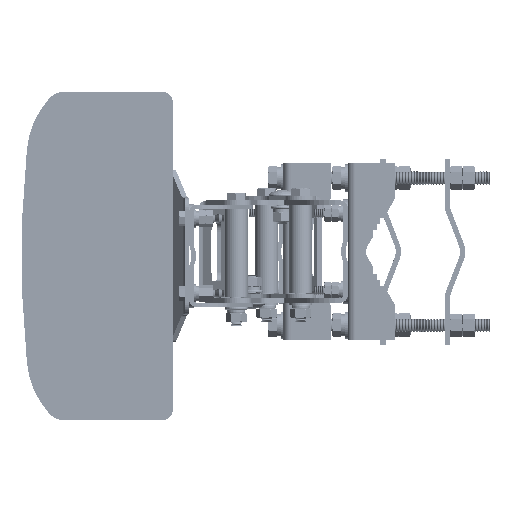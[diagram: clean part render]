
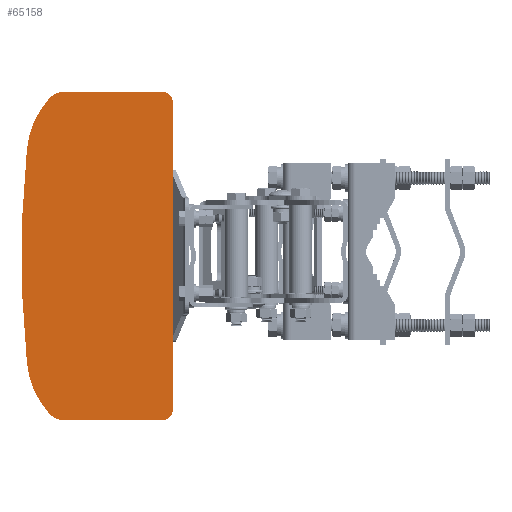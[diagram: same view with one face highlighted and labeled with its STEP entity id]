
A CAD part, left-side view. The second image highlights one B-rep face of the part: STEP entity #65158.
In plain terms, the highlighted planar face has unit normal (-1, 0, 0).
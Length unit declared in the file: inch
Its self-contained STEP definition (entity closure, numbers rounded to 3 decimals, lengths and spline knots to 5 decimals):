
#201 = EDGE_CURVE ( 'NONE', #8882, #59751, #65497, .T. ) ;
#497 = DIRECTION ( 'NONE',  ( 1., 0., 0. ) ) ;
#846 = PLANE ( 'NONE',  #8117 ) ;
#2008 = EDGE_CURVE ( 'NONE', #11862, #8882, #86383, .T. ) ;
#2849 = DIRECTION ( 'NONE',  ( 1., 0., 0. ) ) ;
#2893 = ORIENTED_EDGE ( 'NONE', *, *, #41561, .F. ) ;
#3645 = CARTESIAN_POINT ( 'NONE',  ( -61.6535, 3.69247, 5.62781 ) ) ;
#3706 = LINE ( 'NONE', #62865, #22844 ) ;
#5674 = FACE_OUTER_BOUND ( 'NONE', #6374, .T. ) ;
#5833 = AXIS2_PLACEMENT_3D ( 'NONE', #21072, #71408, #28329 ) ;
#6374 = EDGE_LOOP ( 'NONE', ( #73029, #11982, #20094, #91986, #68903, #31937, #61928, #2893, #20044, #27724 ) ) ;
#7125 = EDGE_CURVE ( 'NONE', #59751, #69407, #31956, .T. ) ;
#7496 = EDGE_CURVE ( 'NONE', #31109, #64004, #45258, .T. ) ;
#7662 = CARTESIAN_POINT ( 'NONE',  ( -61.6535, 0., 5.22781 ) ) ;
#8117 = AXIS2_PLACEMENT_3D ( 'NONE', #80134, #36973, #87361 ) ;
#8882 = VERTEX_POINT ( 'NONE', #37959 ) ;
#11350 = EDGE_CURVE ( 'NONE', #69407, #31109, #88040, .T. ) ;
#11862 = VERTEX_POINT ( 'NONE', #42811 ) ;
#11982 = ORIENTED_EDGE ( 'NONE', *, *, #7496, .F. ) ;
#16566 = CARTESIAN_POINT ( 'NONE',  ( -61.6535, 0.4, -5.62781 ) ) ;
#17999 = EDGE_CURVE ( 'NONE', #64004, #43344, #61013, .T. ) ;
#19240 = DIRECTION ( 'NONE',  ( 1., 0., 0. ) ) ;
#19503 = AXIS2_PLACEMENT_3D ( 'NONE', #43530, #497, #50728 ) ;
#19800 = DIRECTION ( 'NONE',  ( 0., 1., 0. ) ) ;
#20044 = ORIENTED_EDGE ( 'NONE', *, *, #71385, .F. ) ;
#20094 = ORIENTED_EDGE ( 'NONE', *, *, #11350, .F. ) ;
#20574 = CIRCLE ( 'NONE', #5833, 3.0066 ) ;
#21072 = CARTESIAN_POINT ( 'NONE',  ( -61.6535, 2.00976, -3.37423 ) ) ;
#21641 = CARTESIAN_POINT ( 'NONE',  ( -61.6535, 3.69247, -5.62781 ) ) ;
#22844 = VECTOR ( 'NONE', #19800, 39.37008 ) ;
#26172 = VECTOR ( 'NONE', #29394, 39.37008 ) ;
#26211 = CARTESIAN_POINT ( 'NONE',  ( -61.6535, 3.69247, -4.87781 ) ) ;
#27724 = ORIENTED_EDGE ( 'NONE', *, *, #64496, .F. ) ;
#28329 = DIRECTION ( 'NONE',  ( 0., 0., -1. ) ) ;
#28905 = CARTESIAN_POINT ( 'NONE',  ( -61.6535, 0., 5.22781 ) ) ;
#29394 = DIRECTION ( 'NONE',  ( 0., 0., -1. ) ) ;
#29742 = CARTESIAN_POINT ( 'NONE',  ( -61.6535, 3.69247, 5.62781 ) ) ;
#31109 = VERTEX_POINT ( 'NONE', #28905 ) ;
#31937 = ORIENTED_EDGE ( 'NONE', *, *, #2008, .F. ) ;
#31956 = LINE ( 'NONE', #3645, #67943 ) ;
#32067 = CARTESIAN_POINT ( 'NONE',  ( -61.6535, 2.00976, 3.37423 ) ) ;
#32149 = AXIS2_PLACEMENT_3D ( 'NONE', #45865, #2849, #53117 ) ;
#33432 = DIRECTION ( 'NONE',  ( 0., 0., -1. ) ) ;
#34646 = CARTESIAN_POINT ( 'NONE',  ( -61.6535, 0., -5.22781 ) ) ;
#35570 = CARTESIAN_POINT ( 'NONE',  ( -61.6535, 5., -3.6875 ) ) ;
#36499 = VERTEX_POINT ( 'NONE', #37760 ) ;
#36952 = VERTEX_POINT ( 'NONE', #21641 ) ;
#36968 = CARTESIAN_POINT ( 'NONE',  ( -61.6535, 0.4, -5.22781 ) ) ;
#36973 = DIRECTION ( 'NONE',  ( -1., 0., 0. ) ) ;
#37760 = CARTESIAN_POINT ( 'NONE',  ( -61.6535, 4.25173, -5.37754 ) ) ;
#37800 = AXIS2_PLACEMENT_3D ( 'NONE', #62325, #19240, #69555 ) ;
#37959 = CARTESIAN_POINT ( 'NONE',  ( -61.6535, 4.25173, 5.37754 ) ) ;
#39283 = DIRECTION ( 'NONE',  ( 0., 0., 1. ) ) ;
#41561 = EDGE_CURVE ( 'NONE', #36499, #85522, #20574, .T. ) ;
#42811 = CARTESIAN_POINT ( 'NONE',  ( -61.6535, 5., 3.6875 ) ) ;
#43344 = VERTEX_POINT ( 'NONE', #16566 ) ;
#43530 = CARTESIAN_POINT ( 'NONE',  ( -61.6535, 0.4, 5.22781 ) ) ;
#44174 = DIRECTION ( 'NONE',  ( 0., 0., 1. ) ) ;
#45258 = LINE ( 'NONE', #7662, #26172 ) ;
#45865 = CARTESIAN_POINT ( 'NONE',  ( -61.6535, -30.19845, 0. ) ) ;
#50176 = AXIS2_PLACEMENT_3D ( 'NONE', #36968, #87355, #44174 ) ;
#50728 = DIRECTION ( 'NONE',  ( 0., 0., -1. ) ) ;
#53117 = DIRECTION ( 'NONE',  ( 0., 0., 1. ) ) ;
#53947 = DIRECTION ( 'NONE',  ( 0., -1., 0. ) ) ;
#56561 = CIRCLE ( 'NONE', #70270, 0.75 ) ;
#59751 = VERTEX_POINT ( 'NONE', #29742 ) ;
#60067 = CARTESIAN_POINT ( 'NONE',  ( -61.6535, 0.4, 5.62781 ) ) ;
#61013 = CIRCLE ( 'NONE', #50176, 0.4 ) ;
#61928 = ORIENTED_EDGE ( 'NONE', *, *, #85818, .F. ) ;
#62325 = CARTESIAN_POINT ( 'NONE',  ( -61.6535, 3.69247, 4.87781 ) ) ;
#62865 = CARTESIAN_POINT ( 'NONE',  ( -61.6535, 3.69247, -5.62781 ) ) ;
#64004 = VERTEX_POINT ( 'NONE', #34646 ) ;
#64496 = EDGE_CURVE ( 'NONE', #43344, #36952, #3706, .T. ) ;
#65158 = ADVANCED_FACE ( 'NONE', ( #5674 ), #846, .T. ) ;
#65497 = CIRCLE ( 'NONE', #37800, 0.75 ) ;
#67943 = VECTOR ( 'NONE', #53947, 39.37008 ) ;
#68903 = ORIENTED_EDGE ( 'NONE', *, *, #201, .F. ) ;
#69400 = AXIS2_PLACEMENT_3D ( 'NONE', #32067, #82406, #39283 ) ;
#69407 = VERTEX_POINT ( 'NONE', #60067 ) ;
#69555 = DIRECTION ( 'NONE',  ( 0., 0., 1. ) ) ;
#70270 = AXIS2_PLACEMENT_3D ( 'NONE', #26211, #76564, #33432 ) ;
#71385 = EDGE_CURVE ( 'NONE', #36952, #36499, #56561, .T. ) ;
#71408 = DIRECTION ( 'NONE',  ( 1., 0., 0. ) ) ;
#73029 = ORIENTED_EDGE ( 'NONE', *, *, #17999, .F. ) ;
#76564 = DIRECTION ( 'NONE',  ( 1., 0., 0. ) ) ;
#80134 = CARTESIAN_POINT ( 'NONE',  ( -61.6535, 0.4, -5.22781 ) ) ;
#82406 = DIRECTION ( 'NONE',  ( 1., 0., 0. ) ) ;
#85522 = VERTEX_POINT ( 'NONE', #35570 ) ;
#85818 = EDGE_CURVE ( 'NONE', #85522, #11862, #88551, .T. ) ;
#86383 = CIRCLE ( 'NONE', #69400, 3.0066 ) ;
#87355 = DIRECTION ( 'NONE',  ( 1., 0., 0. ) ) ;
#87361 = DIRECTION ( 'NONE',  ( 0., 0., 1. ) ) ;
#88040 = CIRCLE ( 'NONE', #19503, 0.4 ) ;
#88551 = CIRCLE ( 'NONE', #32149, 35.39108 ) ;
#91986 = ORIENTED_EDGE ( 'NONE', *, *, #7125, .F. ) ;
